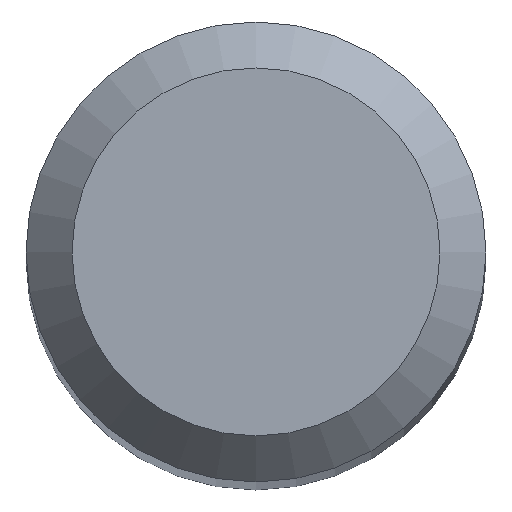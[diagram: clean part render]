
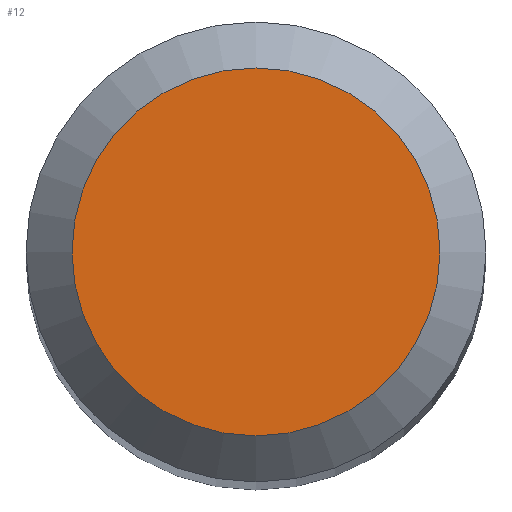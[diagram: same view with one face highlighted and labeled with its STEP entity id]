
A CAD part, top view. The second image highlights one B-rep face of the part: STEP entity #12.
In plain terms, the highlighted planar face has unit normal (0, 0, 1).
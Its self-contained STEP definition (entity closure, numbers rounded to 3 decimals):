
#12 = ADVANCED_FACE ( 'NONE', ( #321 ), #32, .F. ) ;
#32 = PLANE ( 'NONE',  #226 ) ;
#37 = CARTESIAN_POINT ( 'NONE',  ( 0., 1.2, 38. ) ) ;
#57 = DIRECTION ( 'NONE',  ( 1., 0., 0. ) ) ;
#80 = CARTESIAN_POINT ( 'NONE',  ( 1.2, 0., 38. ) ) ;
#86 = DIRECTION ( 'NONE',  ( 0., 0., 1. ) ) ;
#152 = EDGE_CURVE ( 'NONE', #229, #229, #206, .T. ) ;
#179 = EDGE_LOOP ( 'NONE', ( #341 ) ) ;
#206 = CIRCLE ( 'NONE', #304, 1.2 ) ;
#216 = DIRECTION ( 'NONE',  ( 0., 0., -1. ) ) ;
#226 = AXIS2_PLACEMENT_3D ( 'NONE', #37, #216, #317 ) ;
#229 = VERTEX_POINT ( 'NONE', #80 ) ;
#304 = AXIS2_PLACEMENT_3D ( 'NONE', #308, #86, #57 ) ;
#308 = CARTESIAN_POINT ( 'NONE',  ( 0., 0., 38. ) ) ;
#317 = DIRECTION ( 'NONE',  ( -1., 0., 0. ) ) ;
#321 = FACE_OUTER_BOUND ( 'NONE', #179, .T. ) ;
#341 = ORIENTED_EDGE ( 'NONE', *, *, #152, .T. ) ;
